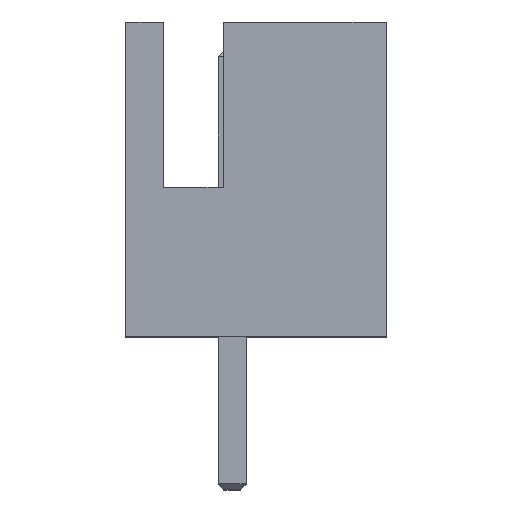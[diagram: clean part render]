
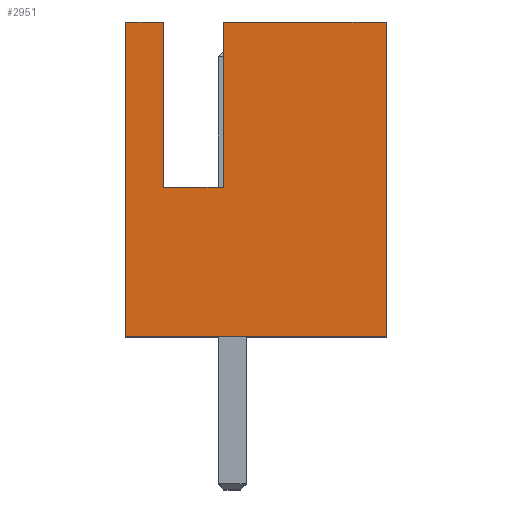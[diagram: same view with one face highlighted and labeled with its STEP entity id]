
A CAD part, top view. The second image highlights one B-rep face of the part: STEP entity #2951.
In plain terms, the highlighted planar face has unit normal (0, 0, 1).
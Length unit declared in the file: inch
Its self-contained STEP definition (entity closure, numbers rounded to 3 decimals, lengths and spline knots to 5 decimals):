
#184=FACE_OUTER_BOUND('',#350,.T.);
#350=EDGE_LOOP('',(#2536,#2537,#2538,#2539,#2540,#2541,#2542,#2543));
#633=LINE('',#4411,#1021);
#646=LINE('',#4433,#1034);
#667=LINE('',#4480,#1055);
#675=LINE('',#4496,#1063);
#680=LINE('',#4507,#1068);
#700=LINE('',#4544,#1088);
#738=LINE('',#4624,#1126);
#739=LINE('',#4626,#1127);
#1021=VECTOR('',#3636,0.3937);
#1034=VECTOR('',#3661,0.3937);
#1055=VECTOR('',#3688,0.3937);
#1063=VECTOR('',#3700,0.3937);
#1068=VECTOR('',#3709,0.3937);
#1088=VECTOR('',#3739,0.3937);
#1126=VECTOR('',#3825,0.3937);
#1127=VECTOR('',#3828,0.3937);
#1308=VERTEX_POINT('',#4408);
#1309=VERTEX_POINT('',#4410);
#1312=VERTEX_POINT('',#4432);
#1334=VERTEX_POINT('',#4477);
#1335=VERTEX_POINT('',#4479);
#1341=VERTEX_POINT('',#4494);
#1345=VERTEX_POINT('',#4506);
#1375=VERTEX_POINT('',#4622);
#1657=EDGE_CURVE('',#1308,#1309,#633,.T.);
#1670=EDGE_CURVE('',#1309,#1312,#646,.T.);
#1693=EDGE_CURVE('',#1335,#1334,#667,.T.);
#1701=EDGE_CURVE('',#1334,#1341,#675,.T.);
#1706=EDGE_CURVE('',#1345,#1335,#680,.T.);
#1726=EDGE_CURVE('',#1312,#1341,#700,.T.);
#1766=EDGE_CURVE('',#1308,#1375,#738,.T.);
#1767=EDGE_CURVE('',#1345,#1375,#739,.T.);
#2536=ORIENTED_EDGE('',*,*,#1701,.T.);
#2537=ORIENTED_EDGE('',*,*,#1726,.F.);
#2538=ORIENTED_EDGE('',*,*,#1670,.F.);
#2539=ORIENTED_EDGE('',*,*,#1657,.F.);
#2540=ORIENTED_EDGE('',*,*,#1766,.T.);
#2541=ORIENTED_EDGE('',*,*,#1767,.F.);
#2542=ORIENTED_EDGE('',*,*,#1706,.T.);
#2543=ORIENTED_EDGE('',*,*,#1693,.T.);
#2704=PLANE('',#3119);
#2951=ADVANCED_FACE('',(#184),#2704,.T.);
#3119=AXIS2_PLACEMENT_3D('',#4625,#3826,#3827);
#3636=DIRECTION('',(-1.,0.,0.));
#3661=DIRECTION('',(0.,1.,0.));
#3688=DIRECTION('',(-1.,0.,0.));
#3700=DIRECTION('',(0.,1.,0.));
#3709=DIRECTION('',(0.,-1.,0.));
#3739=DIRECTION('',(1.,0.,0.));
#3825=DIRECTION('',(0.,1.,0.));
#3826=DIRECTION('center_axis',(0.,0.,1.));
#3827=DIRECTION('ref_axis',(1.,0.,0.));
#3828=DIRECTION('',(1.,0.,0.));
#4408=CARTESIAN_POINT('',(0.,0.,0.));
#4410=CARTESIAN_POINT('',(-0.2325,0.,0.));
#4411=CARTESIAN_POINT('',(0.,0.,0.));
#4432=CARTESIAN_POINT('',(-0.2325,0.281,0.));
#4433=CARTESIAN_POINT('',(-0.2325,0.,0.));
#4477=CARTESIAN_POINT('',(-0.199,0.1335,0.));
#4479=CARTESIAN_POINT('',(-0.1455,0.1335,0.));
#4480=CARTESIAN_POINT('',(-0.189,0.1335,0.));
#4494=CARTESIAN_POINT('',(-0.199,0.281,0.));
#4496=CARTESIAN_POINT('',(-0.199,0.06675,0.));
#4506=CARTESIAN_POINT('',(-0.1455,0.281,0.));
#4507=CARTESIAN_POINT('',(-0.1455,0.1405,0.));
#4544=CARTESIAN_POINT('',(0.,0.281,0.));
#4622=CARTESIAN_POINT('',(0.,0.281,0.));
#4624=CARTESIAN_POINT('',(0.,0.,0.));
#4625=CARTESIAN_POINT('Origin',(-0.2325,0.,0.));
#4626=CARTESIAN_POINT('',(0.,0.281,0.));
